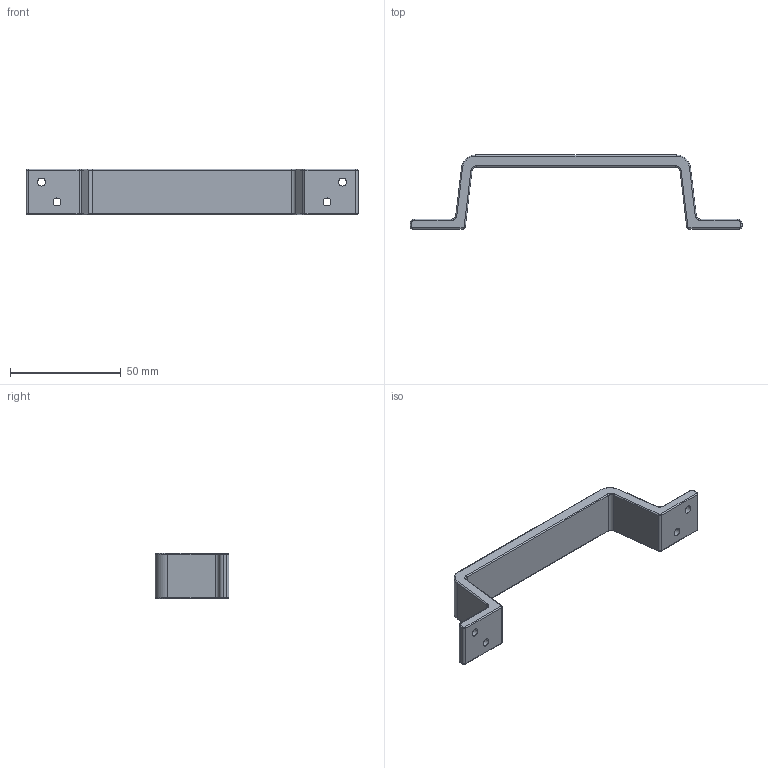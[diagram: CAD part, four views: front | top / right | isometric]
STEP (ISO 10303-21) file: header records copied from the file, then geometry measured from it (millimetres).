
FILE_DESCRIPTION(('Creo Elements/Direct Modeling STEP Export'),'2;1');
FILE_NAME('1784-150.stp','2023-02-22T13:22:33',(''),(''),'Creo Elements/Direct Modeling STEP processor for AP214 (Solid Model)','Creo Elements/Direct Modeling 20.0 12-Nov-2016 (C) Parametric Technology GmbH','');
FILE_SCHEMA(('AUTOMOTIVE_DESIGN { 1 0 10303 214 1 1 1 1 }'));
Length unit declared in the file: millimetre
Products named in the file (1): AL-10358
Bounding box: 150 x 33.4 x 20.5 mm (x, y, z)
Volume: 20061.5 mm3; surface area: 10116.1 mm2
Topology: 1 solids, 1 shells, 98 faces, 224 edges, 128 vertices
Faces by surface type: cylinder 52, torus 24, plane 14, cone 8
Entity records: 2702 total; most frequent: DIRECTION 518, ORIENTED_EDGE 448, CARTESIAN_POINT 435, EDGE_CURVE 224, AXIS2_PLACEMENT_3D 211, VERTEX_POINT 128, CIRCLE 112, EDGE_LOOP 106
